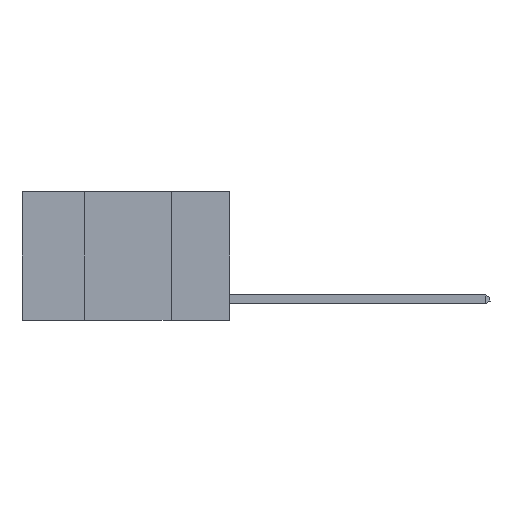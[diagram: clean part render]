
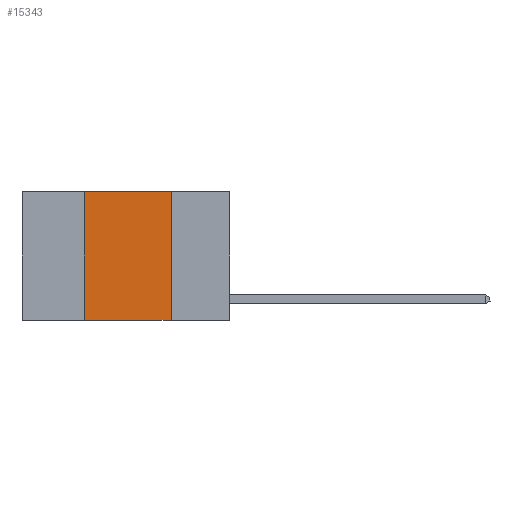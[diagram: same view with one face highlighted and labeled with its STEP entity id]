
A CAD part, left-side view. The second image highlights one B-rep face of the part: STEP entity #15343.
In plain terms, the highlighted planar face has unit normal (-1, 0, 0).
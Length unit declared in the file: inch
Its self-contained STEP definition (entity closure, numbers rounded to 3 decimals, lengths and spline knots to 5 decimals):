
#137 = LINE ( 'NONE', #18203, #8482 ) ;
#434 = CARTESIAN_POINT ( 'NONE',  ( 0., 0.17, -0.37 ) ) ;
#1052 = DIRECTION ( 'NONE',  ( 0., 0., -1. ) ) ;
#2762 = VERTEX_POINT ( 'NONE', #6783 ) ;
#3432 = VERTEX_POINT ( 'NONE', #434 ) ;
#4049 = PLANE ( 'NONE',  #4346 ) ;
#4346 = AXIS2_PLACEMENT_3D ( 'NONE', #7228, #18047, #8801 ) ;
#5013 = ORIENTED_EDGE ( 'NONE', *, *, #14751, .T. ) ;
#6783 = CARTESIAN_POINT ( 'NONE',  ( 0., 0.17, 0. ) ) ;
#6873 = ORIENTED_EDGE ( 'NONE', *, *, #17833, .F. ) ;
#7228 = CARTESIAN_POINT ( 'NONE',  ( 0., 0.6, 0. ) ) ;
#7395 = DIRECTION ( 'NONE',  ( 0., -1., 0. ) ) ;
#7964 = CARTESIAN_POINT ( 'NONE',  ( 0., 0.6, 0. ) ) ;
#8482 = VECTOR ( 'NONE', #7395, 39.37008 ) ;
#8801 = DIRECTION ( 'NONE',  ( 0., 0., -1. ) ) ;
#8824 = LINE ( 'NONE', #15341, #16573 ) ;
#8951 = CARTESIAN_POINT ( 'NONE',  ( 0., 0.42, 0. ) ) ;
#9438 = EDGE_CURVE ( 'NONE', #11319, #2762, #15985, .T. ) ;
#11319 = VERTEX_POINT ( 'NONE', #8951 ) ;
#11936 = VECTOR ( 'NONE', #18768, 39.37008 ) ;
#12705 = EDGE_CURVE ( 'NONE', #17093, #11319, #8824, .T. ) ;
#12864 = FACE_OUTER_BOUND ( 'NONE', #14219, .T. ) ;
#13346 = ORIENTED_EDGE ( 'NONE', *, *, #12705, .F. ) ;
#13829 = ORIENTED_EDGE ( 'NONE', *, *, #9438, .F. ) ;
#14219 = EDGE_LOOP ( 'NONE', ( #6873, #13829, #13346, #5013 ) ) ;
#14751 = EDGE_CURVE ( 'NONE', #17093, #3432, #137, .T. ) ;
#15341 = CARTESIAN_POINT ( 'NONE',  ( 0., 0.42, 0. ) ) ;
#15343 = ADVANCED_FACE ( 'NONE', ( #12864 ), #4049, .F. ) ;
#15899 = LINE ( 'NONE', #18115, #19491 ) ;
#15985 = LINE ( 'NONE', #7964, #11936 ) ;
#16573 = VECTOR ( 'NONE', #16886, 39.37008 ) ;
#16886 = DIRECTION ( 'NONE',  ( 0., 0., 1. ) ) ;
#17093 = VERTEX_POINT ( 'NONE', #17878 ) ;
#17833 = EDGE_CURVE ( 'NONE', #2762, #3432, #15899, .T. ) ;
#17878 = CARTESIAN_POINT ( 'NONE',  ( 0., 0.42, -0.37 ) ) ;
#18047 = DIRECTION ( 'NONE',  ( 1., 0., 0. ) ) ;
#18115 = CARTESIAN_POINT ( 'NONE',  ( 0., 0.17, 0. ) ) ;
#18203 = CARTESIAN_POINT ( 'NONE',  ( 0., 0.6, -0.37 ) ) ;
#18768 = DIRECTION ( 'NONE',  ( 0., -1., 0. ) ) ;
#19491 = VECTOR ( 'NONE', #1052, 39.37008 ) ;
